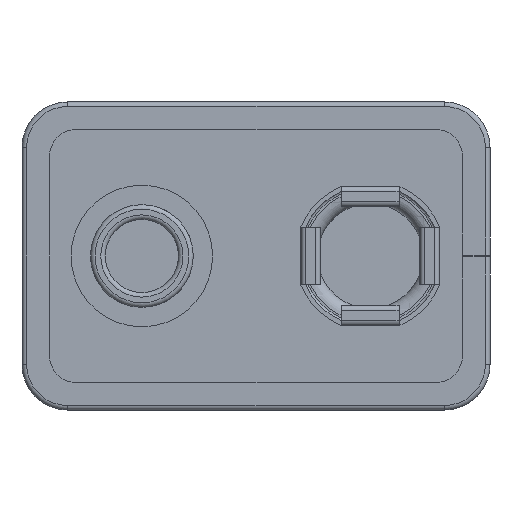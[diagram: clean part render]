
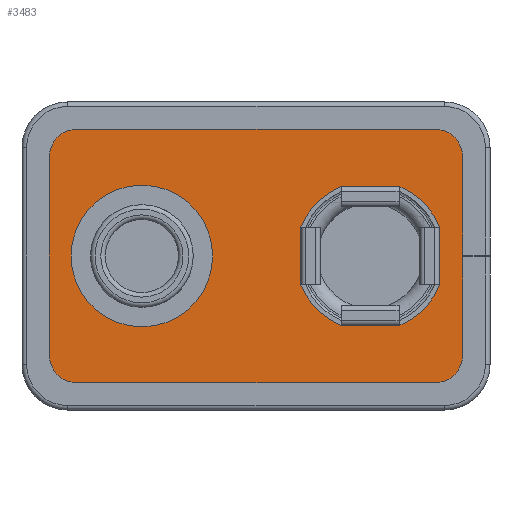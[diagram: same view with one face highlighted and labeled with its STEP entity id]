
A CAD part, front view. The second image highlights one B-rep face of the part: STEP entity #3483.
In plain terms, the highlighted planar face has unit normal (0, -1, 0).
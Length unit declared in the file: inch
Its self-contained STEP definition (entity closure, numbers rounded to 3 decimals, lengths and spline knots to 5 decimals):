
#76=FACE_BOUND('',#461,.T.);
#77=FACE_BOUND('',#462,.T.);
#115=PLANE('',#3753);
#266=FACE_OUTER_BOUND('',#460,.T.);
#460=EDGE_LOOP('',(#2525,#2526,#2527,#2528,#2529,#2530,#2531,#2532,#2533,
#2534));
#461=EDGE_LOOP('',(#2535));
#462=EDGE_LOOP('',(#2536));
#708=LINE('',#5336,#1006);
#713=LINE('',#5350,#1011);
#714=LINE('',#5352,#1012);
#715=LINE('',#5355,#1013);
#716=LINE('',#5356,#1014);
#717=LINE('',#5358,#1015);
#1006=VECTOR('',#4354,1.);
#1011=VECTOR('',#4367,1.);
#1012=VECTOR('',#4368,1.);
#1013=VECTOR('',#4371,1.);
#1014=VECTOR('',#4372,1.);
#1015=VECTOR('',#4373,1.);
#1241=CIRCLE('',#3747,0.06);
#1243=CIRCLE('',#3751,0.06);
#1245=CIRCLE('',#3754,0.06);
#1246=CIRCLE('',#3755,0.06);
#1247=CIRCLE('',#3756,0.115);
#1248=CIRCLE('',#3757,0.155);
#1404=VERTEX_POINT('',#5147);
#1453=VERTEX_POINT('',#5318);
#1455=VERTEX_POINT('',#5326);
#1456=VERTEX_POINT('',#5327);
#1459=VERTEX_POINT('',#5335);
#1461=VERTEX_POINT('',#5341);
#1462=VERTEX_POINT('',#5342);
#1465=VERTEX_POINT('',#5351);
#1466=VERTEX_POINT('',#5353);
#1467=VERTEX_POINT('',#5357);
#1468=VERTEX_POINT('',#5360);
#1469=VERTEX_POINT('',#5362);
#1842=EDGE_CURVE('',#1455,#1456,#1241,.T.);
#1846=EDGE_CURVE('',#1459,#1455,#708,.T.);
#1849=EDGE_CURVE('',#1461,#1462,#1243,.T.);
#1853=EDGE_CURVE('',#1456,#1461,#713,.T.);
#1854=EDGE_CURVE('',#1462,#1465,#714,.T.);
#1855=EDGE_CURVE('',#1465,#1466,#1245,.T.);
#1856=EDGE_CURVE('',#1466,#1453,#715,.T.);
#1857=EDGE_CURVE('',#1404,#1453,#716,.T.);
#1858=EDGE_CURVE('',#1404,#1467,#717,.T.);
#1859=EDGE_CURVE('',#1467,#1459,#1246,.T.);
#1860=EDGE_CURVE('',#1468,#1468,#1247,.T.);
#1861=EDGE_CURVE('',#1469,#1469,#1248,.T.);
#2525=ORIENTED_EDGE('',*,*,#1842,.T.);
#2526=ORIENTED_EDGE('',*,*,#1853,.T.);
#2527=ORIENTED_EDGE('',*,*,#1849,.T.);
#2528=ORIENTED_EDGE('',*,*,#1854,.T.);
#2529=ORIENTED_EDGE('',*,*,#1855,.T.);
#2530=ORIENTED_EDGE('',*,*,#1856,.T.);
#2531=ORIENTED_EDGE('',*,*,#1857,.F.);
#2532=ORIENTED_EDGE('',*,*,#1858,.T.);
#2533=ORIENTED_EDGE('',*,*,#1859,.T.);
#2534=ORIENTED_EDGE('',*,*,#1846,.T.);
#2535=ORIENTED_EDGE('',*,*,#1860,.F.);
#2536=ORIENTED_EDGE('',*,*,#1861,.T.);
#3483=ADVANCED_FACE('',(#266,#76,#77),#115,.F.);
#3747=AXIS2_PLACEMENT_3D('',#5328,#4346,#4347);
#3751=AXIS2_PLACEMENT_3D('',#5343,#4359,#4360);
#3753=AXIS2_PLACEMENT_3D('',#5349,#4365,#4366);
#3754=AXIS2_PLACEMENT_3D('',#5354,#4369,#4370);
#3755=AXIS2_PLACEMENT_3D('',#5359,#4374,#4375);
#3756=AXIS2_PLACEMENT_3D('',#5361,#4376,#4377);
#3757=AXIS2_PLACEMENT_3D('',#5363,#4378,#4379);
#4346=DIRECTION('center_axis',(0.,-1.,0.));
#4347=DIRECTION('ref_axis',(-0.707,0.,0.707));
#4354=DIRECTION('',(-1.,0.,0.));
#4359=DIRECTION('center_axis',(0.,-1.,0.));
#4360=DIRECTION('ref_axis',(-0.707,0.,-0.707));
#4365=DIRECTION('center_axis',(0.,1.,0.));
#4366=DIRECTION('ref_axis',(-1.,0.,0.));
#4367=DIRECTION('',(0.,0.,-1.));
#4368=DIRECTION('',(1.,0.,0.));
#4369=DIRECTION('center_axis',(0.,-1.,0.));
#4370=DIRECTION('ref_axis',(0.707,0.,-0.707));
#4371=DIRECTION('',(0.,0.,1.));
#4372=DIRECTION('',(0.,0.,-1.));
#4373=DIRECTION('',(0.,0.,1.));
#4374=DIRECTION('center_axis',(0.,-1.,0.));
#4375=DIRECTION('ref_axis',(0.707,0.,0.707));
#4376=DIRECTION('center_axis',(0.,-1.,0.));
#4377=DIRECTION('ref_axis',(0.,0.,-1.));
#4378=DIRECTION('center_axis',(0.,1.,0.));
#4379=DIRECTION('ref_axis',(1.,0.,0.));
#5147=CARTESIAN_POINT('',(-0.33888,1.7919,0.3395));
#5318=CARTESIAN_POINT('',(-0.33888,1.7919,0.3355));
#5326=CARTESIAN_POINT('',(-1.18388,1.7919,0.615));
#5327=CARTESIAN_POINT('',(-1.24388,1.7919,0.555));
#5328=CARTESIAN_POINT('Origin',(-1.18388,1.7919,0.555));
#5335=CARTESIAN_POINT('',(-0.39888,1.7919,0.615));
#5336=CARTESIAN_POINT('',(-1.30388,1.7919,0.615));
#5341=CARTESIAN_POINT('',(-1.24388,1.7919,0.12));
#5342=CARTESIAN_POINT('',(-1.18388,1.7919,0.06));
#5343=CARTESIAN_POINT('Origin',(-1.18388,1.7919,0.12));
#5349=CARTESIAN_POINT('Origin',(-1.24388,1.7919,0.645));
#5350=CARTESIAN_POINT('',(-1.24388,1.7919,0.675));
#5351=CARTESIAN_POINT('',(-0.39888,1.7919,0.06));
#5352=CARTESIAN_POINT('',(-0.27888,1.7919,0.06));
#5353=CARTESIAN_POINT('',(-0.33888,1.7919,0.12));
#5354=CARTESIAN_POINT('Origin',(-0.39888,1.7919,0.12));
#5355=CARTESIAN_POINT('',(-0.33888,1.7919,0.675));
#5356=CARTESIAN_POINT('',(-0.33888,1.7919,0.34099));
#5357=CARTESIAN_POINT('',(-0.33888,1.7919,0.555));
#5358=CARTESIAN_POINT('',(-0.33888,1.7919,0.675));
#5359=CARTESIAN_POINT('Origin',(-0.39888,1.7919,0.555));
#5360=CARTESIAN_POINT('',(-0.54138,1.7919,0.2225));
#5361=CARTESIAN_POINT('Origin',(-0.54138,1.7919,0.3375));
#5362=CARTESIAN_POINT('',(-1.19638,1.7919,0.3375));
#5363=CARTESIAN_POINT('Origin',(-1.04138,1.7919,0.3375));
